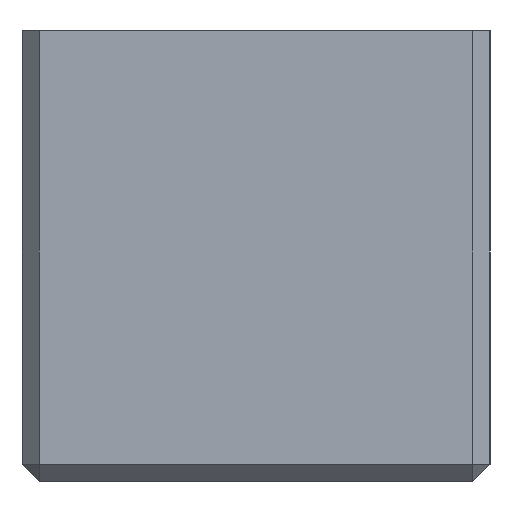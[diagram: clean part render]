
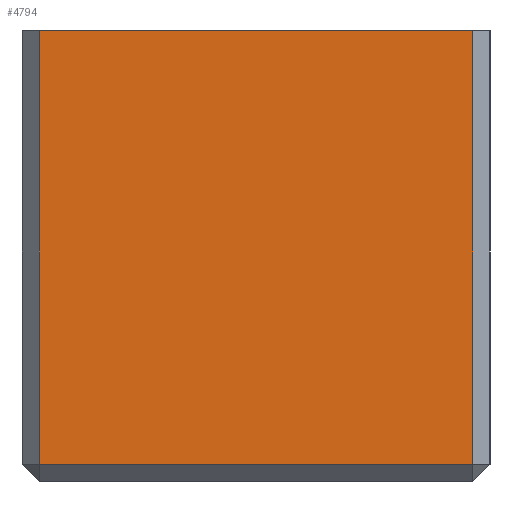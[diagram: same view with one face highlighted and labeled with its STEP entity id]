
A CAD part, left-side view. The second image highlights one B-rep face of the part: STEP entity #4794.
In plain terms, the highlighted planar face has unit normal (-1, 0, 0).
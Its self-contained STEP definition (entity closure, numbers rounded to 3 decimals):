
#684=FACE_OUTER_BOUND('',#963,.T.);
#963=EDGE_LOOP('',(#4306,#4307,#4308,#4309));
#1374=LINE('',#9035,#1812);
#1386=LINE('',#9060,#1824);
#1388=LINE('',#9063,#1826);
#1392=LINE('',#9071,#1830);
#1812=VECTOR('',#5721,10.);
#1824=VECTOR('',#5743,10.);
#1826=VECTOR('',#5747,10.);
#1830=VECTOR('',#5759,10.);
#2287=VERTEX_POINT('',#9025);
#2289=VERTEX_POINT('',#9031);
#2296=VERTEX_POINT('',#9053);
#2298=VERTEX_POINT('',#9058);
#2966=EDGE_CURVE('',#2287,#2289,#1374,.T.);
#2978=EDGE_CURVE('',#2298,#2296,#1386,.T.);
#2980=EDGE_CURVE('',#2296,#2287,#1388,.T.);
#2984=EDGE_CURVE('',#2289,#2298,#1392,.T.);
#4306=ORIENTED_EDGE('',*,*,#2966,.F.);
#4307=ORIENTED_EDGE('',*,*,#2980,.F.);
#4308=ORIENTED_EDGE('',*,*,#2978,.F.);
#4309=ORIENTED_EDGE('',*,*,#2984,.F.);
#4536=PLANE('',#4987);
#4794=ADVANCED_FACE('',(#684),#4536,.T.);
#4987=AXIS2_PLACEMENT_3D('',#9070,#5757,#5758);
#5721=DIRECTION('',(0.,0.,1.));
#5743=DIRECTION('',(0.,0.,-1.));
#5747=DIRECTION('',(0.,1.,0.));
#5757=DIRECTION('center_axis',(-1.,0.,0.));
#5758=DIRECTION('ref_axis',(0.,-1.,0.));
#5759=DIRECTION('',(0.,-1.,0.));
#9025=CARTESIAN_POINT('',(-12.385,-17.385,2.));
#9031=CARTESIAN_POINT('',(-12.385,-17.385,53.));
#9035=CARTESIAN_POINT('',(-12.385,-17.385,0.));
#9053=CARTESIAN_POINT('',(-12.385,-68.385,2.));
#9058=CARTESIAN_POINT('',(-12.385,-68.385,53.));
#9060=CARTESIAN_POINT('',(-12.385,-68.385,0.));
#9063=CARTESIAN_POINT('',(-12.385,-29.135,2.));
#9070=CARTESIAN_POINT('Origin',(-12.385,-15.385,0.));
#9071=CARTESIAN_POINT('',(-12.385,-15.385,53.));
